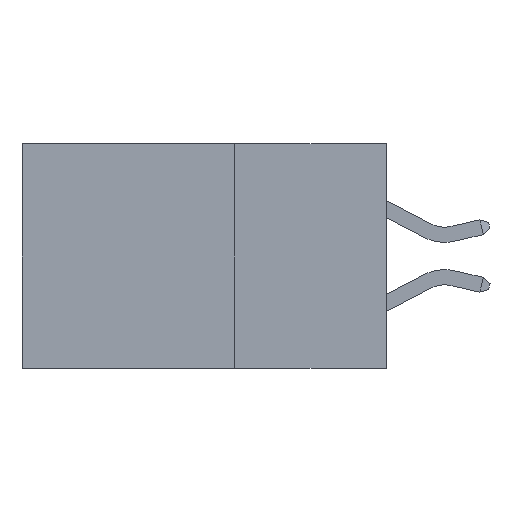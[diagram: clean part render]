
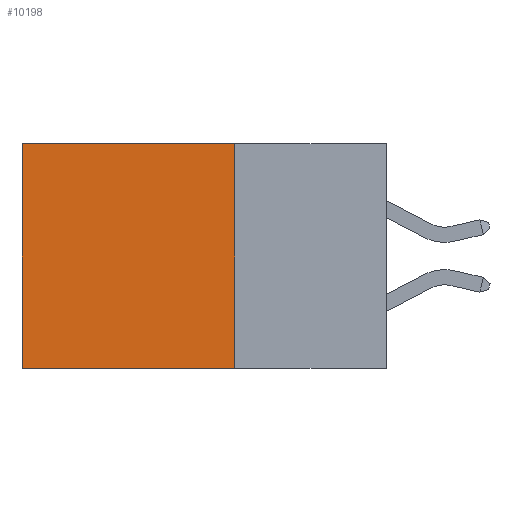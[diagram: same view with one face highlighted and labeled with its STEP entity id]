
A CAD part, left-side view. The second image highlights one B-rep face of the part: STEP entity #10198.
In plain terms, the highlighted planar face has unit normal (-1, 0, 0).
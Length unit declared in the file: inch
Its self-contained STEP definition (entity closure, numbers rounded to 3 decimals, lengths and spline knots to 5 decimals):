
#144 = AXIS2_PLACEMENT_3D ( 'NONE', #14476, #6732, #17572 ) ;
#191 = ORIENTED_EDGE ( 'NONE', *, *, #9544, .F. ) ;
#1117 = VERTEX_POINT ( 'NONE', #7144 ) ;
#2375 = VECTOR ( 'NONE', #3985, 39.37008 ) ;
#3734 = DIRECTION ( 'NONE',  ( 0., 0., -1. ) ) ;
#3985 = DIRECTION ( 'NONE',  ( 0., 0., -1. ) ) ;
#5269 = VECTOR ( 'NONE', #5392, 39.37008 ) ;
#5392 = DIRECTION ( 'NONE',  ( 0., 1., 0. ) ) ;
#5455 = VECTOR ( 'NONE', #7110, 39.37008 ) ;
#5505 = CARTESIAN_POINT ( 'NONE',  ( 0.2615, 0.25, 0. ) ) ;
#5756 = LINE ( 'NONE', #16250, #5269 ) ;
#6517 = EDGE_LOOP ( 'NONE', ( #7189, #8963, #191, #10202 ) ) ;
#6732 = DIRECTION ( 'NONE',  ( 1., 0., 0. ) ) ;
#6788 = VERTEX_POINT ( 'NONE', #14667 ) ;
#7110 = DIRECTION ( 'NONE',  ( 0., 1., 0. ) ) ;
#7117 = CARTESIAN_POINT ( 'NONE',  ( 0.2615, 0.6, -0.37 ) ) ;
#7144 = CARTESIAN_POINT ( 'NONE',  ( 0.2615, 0.25, 0. ) ) ;
#7189 = ORIENTED_EDGE ( 'NONE', *, *, #11678, .T. ) ;
#7817 = CARTESIAN_POINT ( 'NONE',  ( 0.2615, 0.6, 0. ) ) ;
#8963 = ORIENTED_EDGE ( 'NONE', *, *, #13086, .F. ) ;
#9544 = EDGE_CURVE ( 'NONE', #1117, #14421, #19261, .T. ) ;
#9633 = EDGE_CURVE ( 'NONE', #1117, #12781, #13739, .T. ) ;
#10198 = ADVANCED_FACE ( 'NONE', ( #19459 ), #15939, .F. ) ;
#10202 = ORIENTED_EDGE ( 'NONE', *, *, #9633, .T. ) ;
#11202 = LINE ( 'NONE', #7117, #2375 ) ;
#11542 = CARTESIAN_POINT ( 'NONE',  ( 0.2615, 0.25, -0.37 ) ) ;
#11678 = EDGE_CURVE ( 'NONE', #12781, #6788, #11202, .T. ) ;
#12781 = VERTEX_POINT ( 'NONE', #7817 ) ;
#13086 = EDGE_CURVE ( 'NONE', #14421, #6788, #5756, .T. ) ;
#13739 = LINE ( 'NONE', #5505, #5455 ) ;
#14421 = VERTEX_POINT ( 'NONE', #14596 ) ;
#14476 = CARTESIAN_POINT ( 'NONE',  ( 0.2615, 0.25, -0.37 ) ) ;
#14596 = CARTESIAN_POINT ( 'NONE',  ( 0.2615, 0.25, -0.37 ) ) ;
#14667 = CARTESIAN_POINT ( 'NONE',  ( 0.2615, 0.6, -0.37 ) ) ;
#15196 = VECTOR ( 'NONE', #3734, 39.37008 ) ;
#15939 = PLANE ( 'NONE',  #144 ) ;
#16250 = CARTESIAN_POINT ( 'NONE',  ( 0.2615, 0.25, -0.37 ) ) ;
#17572 = DIRECTION ( 'NONE',  ( 0., 0., -1. ) ) ;
#19261 = LINE ( 'NONE', #11542, #15196 ) ;
#19459 = FACE_OUTER_BOUND ( 'NONE', #6517, .T. ) ;
